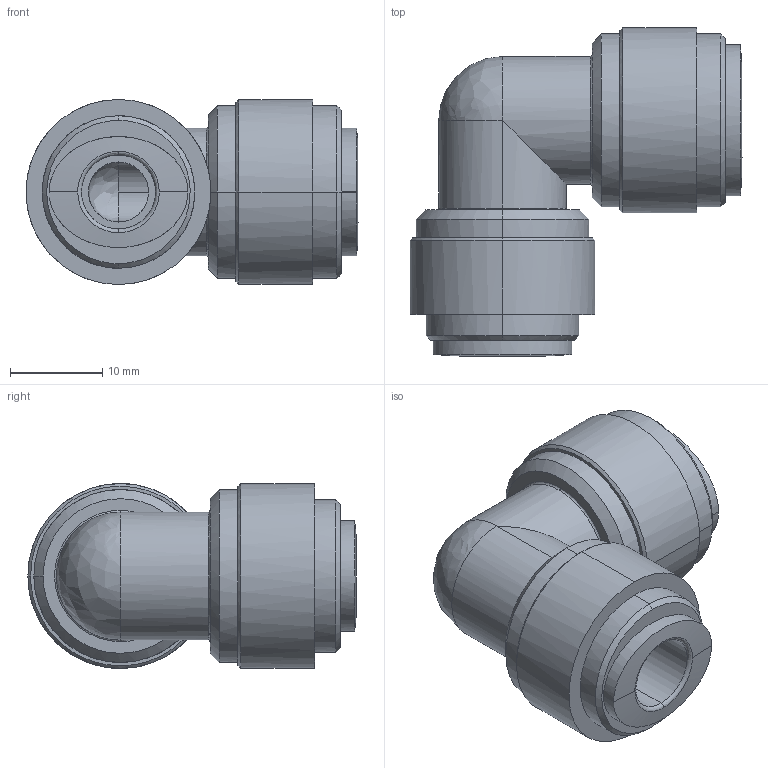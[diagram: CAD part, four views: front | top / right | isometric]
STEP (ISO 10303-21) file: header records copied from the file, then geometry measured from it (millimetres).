
FILE_DESCRIPTION (( 'STEP AP214' ), '1' );
FILE_NAME ('URL38-516-P.step', '2017-08-29T21:02:16', ( '' ), ( '' ), 'SwSTEP 2.0', 'SolidWorks 2017', '' );
FILE_SCHEMA (( 'AUTOMOTIVE_DESIGN' ));
Length unit declared in the file: inch
Products named in the file (1): URL38-516-P
Bounding box: 35.9 x 35.5 x 20 mm (x, y, z)
Volume: 8825.7 mm3; surface area: 4726.2 mm2
Topology: 1 solids, 1 shells, 64 faces, 144 edges, 88 vertices
Faces by surface type: cylinder 24, bspline 18, cone 12, plane 10
Entity records: 5224 total; most frequent: CARTESIAN_POINT 3943, ORIENTED_EDGE 284, DIRECTION 206, EDGE_CURVE 142, VERTEX_POINT 88, AXIS2_PLACEMENT_3D 85, EDGE_LOOP 74, FACE_OUTER_BOUND 64
